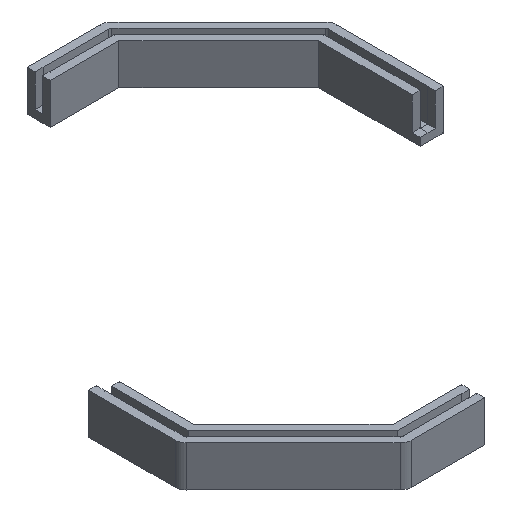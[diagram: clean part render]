
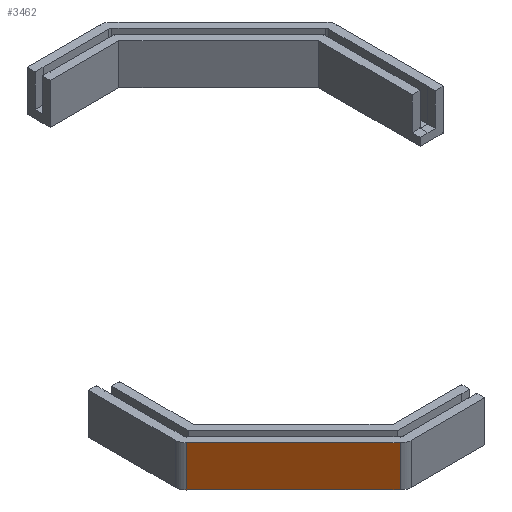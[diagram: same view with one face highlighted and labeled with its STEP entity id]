
A CAD part, isometric view. The second image highlights one B-rep face of the part: STEP entity #3462.
In plain terms, the highlighted planar face has unit normal (-0.707, -0.707, 0).
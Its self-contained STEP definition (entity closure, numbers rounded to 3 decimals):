
#2114 = PLANE('',#2115);
#2115 = AXIS2_PLACEMENT_3D('',#2116,#2117,#2118);
#2116 = CARTESIAN_POINT('',(-108.182,-96.591,10.));
#2117 = DIRECTION('',(0.,0.,-1.));
#2118 = DIRECTION('',(1.,0.,0.));
#2733 = VERTEX_POINT('',#2734);
#2734 = CARTESIAN_POINT('',(-96.077,-119.428,10.));
#2749 = CYLINDRICAL_SURFACE('',#2750,3.4);
#2750 = AXIS2_PLACEMENT_3D('',#2751,#2752,#2753);
#2751 = CARTESIAN_POINT('',(-93.673,-117.024,0.));
#2752 = DIRECTION('',(0.,0.,-1.));
#2753 = DIRECTION('',(-1.,0.,0.));
#2761 = EDGE_CURVE('',#2733,#2762,#2764,.T.);
#2762 = VERTEX_POINT('',#2763);
#2763 = CARTESIAN_POINT('',(-128.604,-86.901,10.));
#2764 = SURFACE_CURVE('',#2765,(#2769,#2776),.PCURVE_S1.);
#2765 = LINE('',#2766,#2767);
#2766 = CARTESIAN_POINT('',(-104.813,-110.693,10.));
#2767 = VECTOR('',#2768,1.);
#2768 = DIRECTION('',(-0.707,0.707,0.));
#2769 = PCURVE('',#2114,#2770);
#2770 = DEFINITIONAL_REPRESENTATION('',(#2771),#2775);
#2771 = LINE('',#2772,#2773);
#2772 = CARTESIAN_POINT('',(3.369,14.102));
#2773 = VECTOR('',#2774,1.);
#2774 = DIRECTION('',(-0.707,-0.707));
#2775 = ( GEOMETRIC_REPRESENTATION_CONTEXT(2) 
PARAMETRIC_REPRESENTATION_CONTEXT() REPRESENTATION_CONTEXT('2D SPACE',''
  ) );
#2776 = PCURVE('',#2777,#2782);
#2777 = PLANE('',#2778);
#2778 = AXIS2_PLACEMENT_3D('',#2779,#2780,#2781);
#2779 = CARTESIAN_POINT('',(-96.077,-119.428,0.));
#2780 = DIRECTION('',(-0.707,-0.707,0.));
#2781 = DIRECTION('',(-0.707,0.707,0.));
#2782 = DEFINITIONAL_REPRESENTATION('',(#2783),#2787);
#2783 = LINE('',#2784,#2785);
#2784 = CARTESIAN_POINT('',(12.354,-10.));
#2785 = VECTOR('',#2786,1.);
#2786 = DIRECTION('',(1.,0.));
#2787 = ( GEOMETRIC_REPRESENTATION_CONTEXT(2) 
PARAMETRIC_REPRESENTATION_CONTEXT() REPRESENTATION_CONTEXT('2D SPACE',''
  ) );
#2806 = CYLINDRICAL_SURFACE('',#2807,3.4);
#2807 = AXIS2_PLACEMENT_3D('',#2808,#2809,#2810);
#2808 = CARTESIAN_POINT('',(-126.2,-84.497,0.));
#2809 = DIRECTION('',(0.,0.,-1.));
#2810 = DIRECTION('',(-1.,0.,0.));
#2993 = PLANE('',#2994);
#2994 = AXIS2_PLACEMENT_3D('',#2995,#2996,#2997);
#2995 = CARTESIAN_POINT('',(-108.182,-96.591,-2.4));
#2996 = DIRECTION('',(0.,0.,-1.));
#2997 = DIRECTION('',(1.,0.,0.));
#3417 = VERTEX_POINT('',#3418);
#3418 = CARTESIAN_POINT('',(-128.604,-86.901,-2.4));
#3442 = EDGE_CURVE('',#3417,#2762,#3443,.T.);
#3443 = SURFACE_CURVE('',#3444,(#3448,#3455),.PCURVE_S1.);
#3444 = LINE('',#3445,#3446);
#3445 = CARTESIAN_POINT('',(-128.604,-86.901,0.));
#3446 = VECTOR('',#3447,1.);
#3447 = DIRECTION('',(0.,0.,1.));
#3448 = PCURVE('',#2806,#3449);
#3449 = DEFINITIONAL_REPRESENTATION('',(#3450),#3454);
#3450 = LINE('',#3451,#3452);
#3451 = CARTESIAN_POINT('',(-0.785,0.));
#3452 = VECTOR('',#3453,1.);
#3453 = DIRECTION('',(-0.,-1.));
#3454 = ( GEOMETRIC_REPRESENTATION_CONTEXT(2) 
PARAMETRIC_REPRESENTATION_CONTEXT() REPRESENTATION_CONTEXT('2D SPACE',''
  ) );
#3455 = PCURVE('',#2777,#3456);
#3456 = DEFINITIONAL_REPRESENTATION('',(#3457),#3461);
#3457 = LINE('',#3458,#3459);
#3458 = CARTESIAN_POINT('',(46.,0.));
#3459 = VECTOR('',#3460,1.);
#3460 = DIRECTION('',(0.,-1.));
#3461 = ( GEOMETRIC_REPRESENTATION_CONTEXT(2) 
PARAMETRIC_REPRESENTATION_CONTEXT() REPRESENTATION_CONTEXT('2D SPACE',''
  ) );
#3462 = ADVANCED_FACE('',(#3463),#2777,.T.);
#3463 = FACE_BOUND('',#3464,.T.);
#3464 = EDGE_LOOP('',(#3465,#3488,#3509,#3510));
#3465 = ORIENTED_EDGE('',*,*,#3466,.T.);
#3466 = EDGE_CURVE('',#3417,#3467,#3469,.T.);
#3467 = VERTEX_POINT('',#3468);
#3468 = CARTESIAN_POINT('',(-96.077,-119.428,-2.4));
#3469 = SURFACE_CURVE('',#3470,(#3474,#3481),.PCURVE_S1.);
#3470 = LINE('',#3471,#3472);
#3471 = CARTESIAN_POINT('',(-104.813,-110.693,-2.4));
#3472 = VECTOR('',#3473,1.);
#3473 = DIRECTION('',(0.707,-0.707,0.));
#3474 = PCURVE('',#2777,#3475);
#3475 = DEFINITIONAL_REPRESENTATION('',(#3476),#3480);
#3476 = LINE('',#3477,#3478);
#3477 = CARTESIAN_POINT('',(12.354,2.4));
#3478 = VECTOR('',#3479,1.);
#3479 = DIRECTION('',(-1.,0.));
#3480 = ( GEOMETRIC_REPRESENTATION_CONTEXT(2) 
PARAMETRIC_REPRESENTATION_CONTEXT() REPRESENTATION_CONTEXT('2D SPACE',''
  ) );
#3481 = PCURVE('',#2993,#3482);
#3482 = DEFINITIONAL_REPRESENTATION('',(#3483),#3487);
#3483 = LINE('',#3484,#3485);
#3484 = CARTESIAN_POINT('',(3.369,14.102));
#3485 = VECTOR('',#3486,1.);
#3486 = DIRECTION('',(0.707,0.707));
#3487 = ( GEOMETRIC_REPRESENTATION_CONTEXT(2) 
PARAMETRIC_REPRESENTATION_CONTEXT() REPRESENTATION_CONTEXT('2D SPACE',''
  ) );
#3488 = ORIENTED_EDGE('',*,*,#3489,.T.);
#3489 = EDGE_CURVE('',#3467,#2733,#3490,.T.);
#3490 = SURFACE_CURVE('',#3491,(#3495,#3502),.PCURVE_S1.);
#3491 = LINE('',#3492,#3493);
#3492 = CARTESIAN_POINT('',(-96.077,-119.428,0.));
#3493 = VECTOR('',#3494,1.);
#3494 = DIRECTION('',(0.,0.,1.));
#3495 = PCURVE('',#2777,#3496);
#3496 = DEFINITIONAL_REPRESENTATION('',(#3497),#3501);
#3497 = LINE('',#3498,#3499);
#3498 = CARTESIAN_POINT('',(0.,0.));
#3499 = VECTOR('',#3500,1.);
#3500 = DIRECTION('',(0.,-1.));
#3501 = ( GEOMETRIC_REPRESENTATION_CONTEXT(2) 
PARAMETRIC_REPRESENTATION_CONTEXT() REPRESENTATION_CONTEXT('2D SPACE',''
  ) );
#3502 = PCURVE('',#2749,#3503);
#3503 = DEFINITIONAL_REPRESENTATION('',(#3504),#3508);
#3504 = LINE('',#3505,#3506);
#3505 = CARTESIAN_POINT('',(-0.785,0.));
#3506 = VECTOR('',#3507,1.);
#3507 = DIRECTION('',(-0.,-1.));
#3508 = ( GEOMETRIC_REPRESENTATION_CONTEXT(2) 
PARAMETRIC_REPRESENTATION_CONTEXT() REPRESENTATION_CONTEXT('2D SPACE',''
  ) );
#3509 = ORIENTED_EDGE('',*,*,#2761,.T.);
#3510 = ORIENTED_EDGE('',*,*,#3442,.F.);
